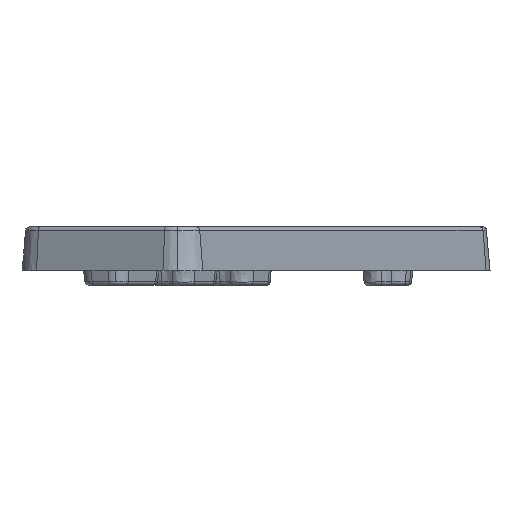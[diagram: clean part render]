
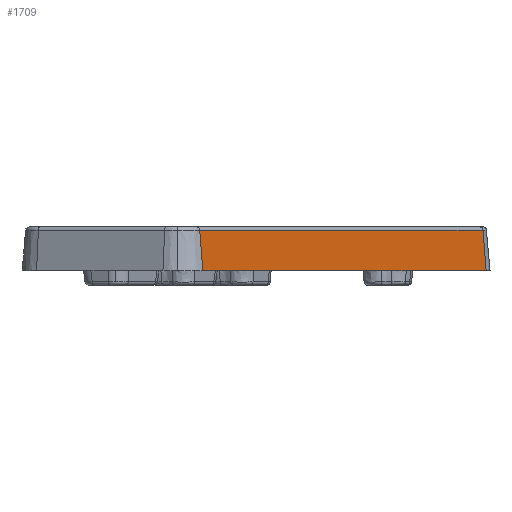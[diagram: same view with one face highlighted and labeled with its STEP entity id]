
A CAD part, left-side view. The second image highlights one B-rep face of the part: STEP entity #1709.
In plain terms, the highlighted planar face has unit normal (-0.498, -0.863, 0.087).
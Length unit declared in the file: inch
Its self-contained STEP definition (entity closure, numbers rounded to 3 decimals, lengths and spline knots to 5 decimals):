
#96 = DIRECTION ( 'NONE',  ( 0.866, -0.5, 0. ) ) ;
#129 = LINE ( 'NONE', #3073, #5828 ) ;
#258 = EDGE_CURVE ( 'NONE', #2440, #5088, #2856, .T. ) ;
#547 = EDGE_CURVE ( 'NONE', #6066, #4604, #129, .T. ) ;
#805 = ORIENTED_EDGE ( 'NONE', *, *, #2555, .T. ) ;
#980 = CARTESIAN_POINT ( 'NONE',  ( -1.41638, 0.49952, 0. ) ) ;
#1004 = DIRECTION ( 'NONE',  ( -0.866, 0.5, 0. ) ) ;
#1351 = LINE ( 'NONE', #3418, #1930 ) ;
#1709 = ADVANCED_FACE ( 'NONE', ( #5312 ), #2110, .T. ) ;
#1828 = VECTOR ( 'NONE', #4812, 39.37008 ) ;
#1930 = VECTOR ( 'NONE', #5050, 39.37008 ) ;
#2110 = PLANE ( 'NONE',  #5278 ) ;
#2132 = DIRECTION ( 'NONE',  ( -0.498, -0.863, 0.087 ) ) ;
#2440 = VERTEX_POINT ( 'NONE', #980 ) ;
#2555 = EDGE_CURVE ( 'NONE', #4604, #2440, #3588, .T. ) ;
#2652 = CARTESIAN_POINT ( 'NONE',  ( -1.48457, 0.53889, 0. ) ) ;
#2856 = LINE ( 'NONE', #6390, #3341 ) ;
#3073 = CARTESIAN_POINT ( 'NONE',  ( -1.47979, 0.54716, 0.10913 ) ) ;
#3341 = VECTOR ( 'NONE', #3815, 39.37008 ) ;
#3418 = CARTESIAN_POINT ( 'NONE',  ( -0.09212, -0.26504, 0. ) ) ;
#3550 = EDGE_LOOP ( 'NONE', ( #6327, #4792, #6376, #805 ) ) ;
#3588 = LINE ( 'NONE', #5790, #1828 ) ;
#3815 = DIRECTION ( 'NONE',  ( 0.866, -0.5, 0. ) ) ;
#4604 = VERTEX_POINT ( 'NONE', #6201 ) ;
#4774 = CARTESIAN_POINT ( 'NONE',  ( -0.09212, -0.26504, 0. ) ) ;
#4792 = ORIENTED_EDGE ( 'NONE', *, *, #5272, .T. ) ;
#4812 = DIRECTION ( 'NONE',  ( -0.044, -0.075, -0.996 ) ) ;
#5050 = DIRECTION ( 'NONE',  ( 0.044, 0.075, 0.996 ) ) ;
#5088 = VERTEX_POINT ( 'NONE', #4774 ) ;
#5272 = EDGE_CURVE ( 'NONE', #5088, #6066, #1351, .T. ) ;
#5278 = AXIS2_PLACEMENT_3D ( 'NONE', #2652, #2132, #96 ) ;
#5312 = FACE_OUTER_BOUND ( 'NONE', #3550, .T. ) ;
#5790 = CARTESIAN_POINT ( 'NONE',  ( -1.41638, 0.49952, 0. ) ) ;
#5827 = CARTESIAN_POINT ( 'NONE',  ( -0.08734, -0.25677, 0.10913 ) ) ;
#5828 = VECTOR ( 'NONE', #1004, 39.37008 ) ;
#6066 = VERTEX_POINT ( 'NONE', #5827 ) ;
#6201 = CARTESIAN_POINT ( 'NONE',  ( -1.4116, 0.50779, 0.10913 ) ) ;
#6327 = ORIENTED_EDGE ( 'NONE', *, *, #258, .T. ) ;
#6376 = ORIENTED_EDGE ( 'NONE', *, *, #547, .T. ) ;
#6390 = CARTESIAN_POINT ( 'NONE',  ( -1.41638, 0.49952, 0. ) ) ;
